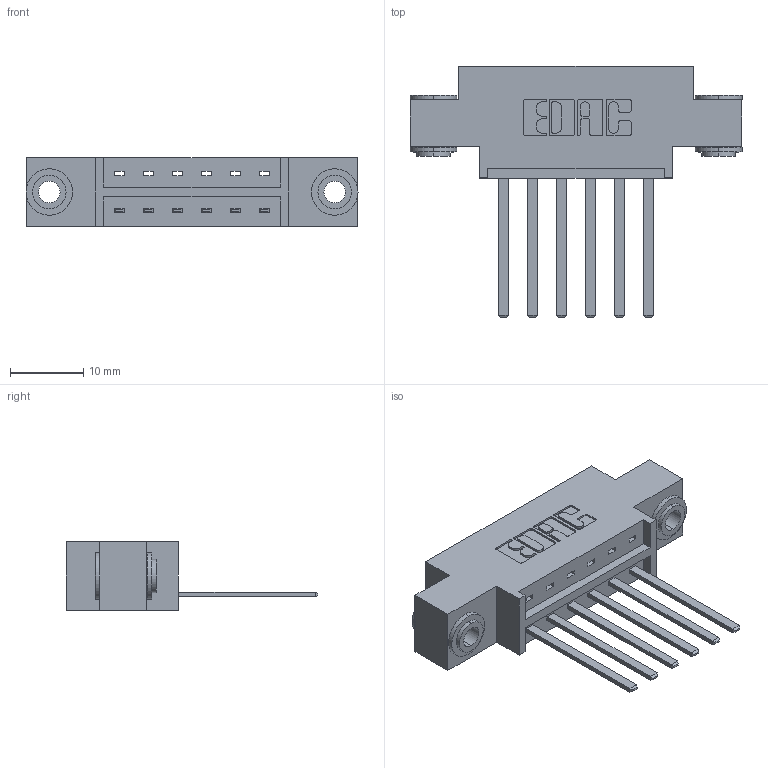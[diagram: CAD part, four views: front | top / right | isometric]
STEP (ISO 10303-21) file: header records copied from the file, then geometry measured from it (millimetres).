
FILE_DESCRIPTION (( 'STEP AP203' ), '1' );
FILE_NAME ('833-006-544-603.STEP', '2020-05-30T14:07:20', ( '' ), ( '' ), 'SwSTEP 2.0', 'SolidWorks 2020', '' );
FILE_SCHEMA (( 'CONFIG_CONTROL_DESIGN' ));
Length unit declared in the file: inch
Products named in the file (4): 345-250-002_345-250-002-102; 345-292-001_345-293-144; 833 Part_Offset - .156 Dia - TH; 833-006-544-603
Assembly tree (9 placements, depth 2):
  833-006-544-603
    833 Part_Offset - .156 Dia - TH
    345-292-001_345-293-144  x6
    345-250-002_345-250-002-102  x2
Bounding box: 45.31 x 34.3 x 9.4 mm (x, y, z)
Volume: 4111.3 mm3; surface area: 4864.2 mm2
Topology: 9 solids, 9 shells, 468 faces, 1347 edges, 886 vertices
Faces by surface type: plane 312, cylinder 148, cone 8
Entity records: 8922 total; most frequent: CARTESIAN_POINT 1523, ORIENTED_EDGE 1458, DIRECTION 1387, EDGE_CURVE 729, LINE 581, VECTOR 581, VERTEX_POINT 482, AXIS2_PLACEMENT_3D 403
